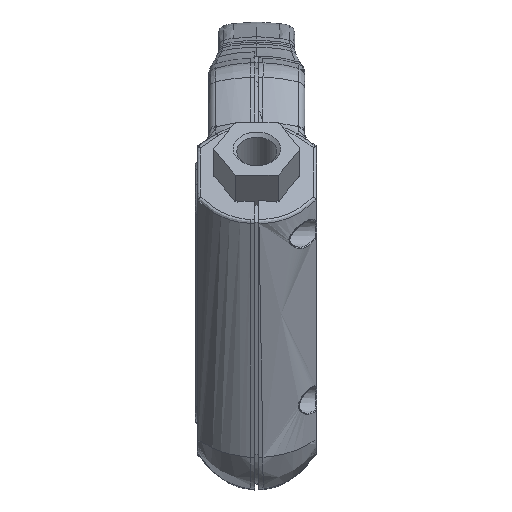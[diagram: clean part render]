
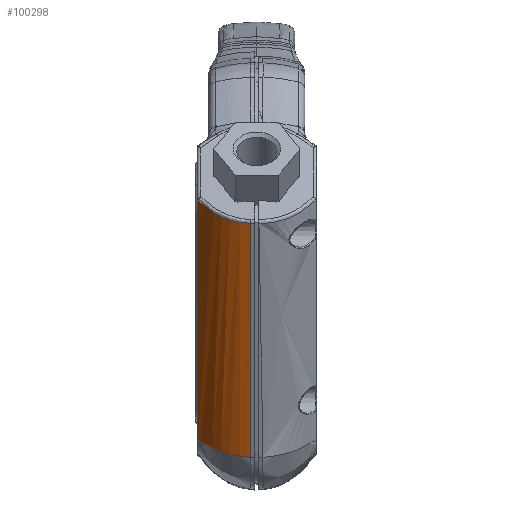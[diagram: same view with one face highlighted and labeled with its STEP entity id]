
A CAD part, top view. The second image highlights one B-rep face of the part: STEP entity #100298.
In plain terms, the highlighted free-form (B-spline) face has degree [3, 1] with [12, 2] control points.
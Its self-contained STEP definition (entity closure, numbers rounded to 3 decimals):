
#352=B_SPLINE_SURFACE_WITH_KNOTS('',3,1,((#184839,#184840),(#184841,#184842),
(#184843,#184844),(#184845,#184846),(#184847,#184848),(#184849,#184850),
(#184851,#184852),(#184853,#184854),(#184855,#184856),(#184857,#184858),
(#184859,#184860),(#184861,#184862)),.SURF_OF_LINEAR_EXTRUSION.,.F.,.F.,
 .F.,(4,1,1,1,1,1,1,1,1,4),(2,2),(0.01,0.26,
0.385,0.51,0.635,0.76,
0.822,0.885,0.947,1.01),
(0.,1.),.UNSPECIFIED.);
#7431=LINE('',#184890,#13688);
#13688=VECTOR('',#120115,1000.);
#20374=B_SPLINE_CURVE_WITH_KNOTS('',3,(#153822,#153823,#153824,#153825),
 .UNSPECIFIED.,.F.,.F.,(4,4),(0.,1.),.UNSPECIFIED.);
#21067=B_SPLINE_CURVE_WITH_KNOTS('',3,(#183158,#183159,#183160,#183161,
#183162,#183163,#183164,#183165,#183166,#183167,#183168,#183169),
 .UNSPECIFIED.,.F.,.F.,(4,1,1,1,1,1,1,1,1,4),(0.,0.063,
0.125,0.188,0.25,0.375,
0.5,0.625,0.75,1.),.UNSPECIFIED.);
#21121=B_SPLINE_CURVE_WITH_KNOTS('',3,(#184835,#184836,#184837,#184838),
 .UNSPECIFIED.,.F.,.F.,(4,4),(0.,1.),.UNSPECIFIED.);
#21122=B_SPLINE_CURVE_WITH_KNOTS('',3,(#184863,#184864,#184865,#184866,
#184867,#184868,#184869,#184870,#184871,#184872,#184873,#184874,#184875,
#184876,#184877,#184878,#184879,#184880,#184881,#184882,#184883,#184884,
#184885,#184886,#184887,#184888,#184889),.UNSPECIFIED.,.F.,.F.,(4,1,1,1,
1,1,1,1,1,1,1,1,1,1,1,1,1,1,1,1,1,1,1,1,4),(0.,0.25,0.375,0.5,0.563,0.625,
0.688,0.719,0.734,0.75,0.766,0.781,0.813,0.844,0.859,0.867,
0.875,0.883,0.891,0.906,0.922,0.938,0.953,0.969,1.),
 .UNSPECIFIED.);
#36556=ORIENTED_EDGE('',*,*,#60339,.F.);
#36557=ORIENTED_EDGE('',*,*,#58355,.T.);
#36558=ORIENTED_EDGE('',*,*,#60340,.T.);
#36559=ORIENTED_EDGE('',*,*,#60275,.T.);
#36560=ORIENTED_EDGE('',*,*,#60338,.F.);
#58355=EDGE_CURVE('',#71716,#71714,#20374,.T.);
#60275=EDGE_CURVE('',#73056,#73064,#21067,.T.);
#60338=EDGE_CURVE('',#71728,#73064,#21121,.T.);
#60339=EDGE_CURVE('',#71716,#71728,#21122,.F.);
#60340=EDGE_CURVE('',#71714,#73056,#7431,.T.);
#71714=VERTEX_POINT('',#153820);
#71716=VERTEX_POINT('',#153826);
#71728=VERTEX_POINT('',#154233);
#73056=VERTEX_POINT('',#182648);
#73064=VERTEX_POINT('',#183170);
#83831=EDGE_LOOP('',(#36556,#36557,#36558,#36559,#36560));
#90234=FACE_BOUND('',#83831,.T.);
#100298=ADVANCED_FACE('',(#90234),#352,.F.);
#120115=DIRECTION('',(0.882,-0.471,0.));
#153820=CARTESIAN_POINT('',(-94.027,213.474,16.793));
#153822=CARTESIAN_POINT('',(-94.105,213.526,16.78));
#153823=CARTESIAN_POINT('',(-94.08,213.507,16.787));
#153824=CARTESIAN_POINT('',(-94.055,213.49,16.792));
#153825=CARTESIAN_POINT('',(-94.027,213.474,16.793));
#153826=CARTESIAN_POINT('',(-94.105,213.526,16.78));
#154233=CARTESIAN_POINT('',(-87.28,220.978,1.228));
#182648=CARTESIAN_POINT('',(-24.287,176.249,16.785));
#183158=CARTESIAN_POINT('',(-24.284,176.25,16.786));
#183159=CARTESIAN_POINT('',(-24.164,176.446,16.471));
#183160=CARTESIAN_POINT('',(-23.92,176.844,15.847));
#183161=CARTESIAN_POINT('',(-23.449,177.639,15.094));
#183162=CARTESIAN_POINT('',(-22.984,178.422,14.33));
#183163=CARTESIAN_POINT('',(-22.348,179.497,13.35));
#183164=CARTESIAN_POINT('',(-21.625,180.704,11.938));
#183165=CARTESIAN_POINT('',(-20.871,181.941,10.041));
#183166=CARTESIAN_POINT('',(-20.234,182.957,8.015));
#183167=CARTESIAN_POINT('',(-19.538,184.026,5.087));
#183168=CARTESIAN_POINT('',(-19.216,184.453,2.786));
#183169=CARTESIAN_POINT('',(-19.088,184.577,1.228));
#183170=CARTESIAN_POINT('',(-19.099,184.583,1.227));
#184835=CARTESIAN_POINT('',(-87.28,220.978,1.228));
#184836=CARTESIAN_POINT('',(-64.553,208.846,1.228));
#184837=CARTESIAN_POINT('',(-41.826,196.715,1.228));
#184838=CARTESIAN_POINT('',(-19.099,184.583,1.228));
#184839=CARTESIAN_POINT('',(-18.665,184.351,1.228));
#184840=CARTESIAN_POINT('',(-89.918,222.386,1.228));
#184841=CARTESIAN_POINT('',(-18.745,184.202,2.787));
#184842=CARTESIAN_POINT('',(-89.998,222.236,2.787));
#184843=CARTESIAN_POINT('',(-18.994,183.735,5.088));
#184844=CARTESIAN_POINT('',(-90.247,221.77,5.088));
#184845=CARTESIAN_POINT('',(-19.593,182.613,8.018));
#184846=CARTESIAN_POINT('',(-90.846,220.648,8.018));
#184847=CARTESIAN_POINT('',(-20.157,181.557,10.044));
#184848=CARTESIAN_POINT('',(-91.41,219.591,10.044));
#184849=CARTESIAN_POINT('',(-20.838,180.28,11.942));
#184850=CARTESIAN_POINT('',(-92.091,218.315,11.942));
#184851=CARTESIAN_POINT('',(-21.501,179.04,13.354));
#184852=CARTESIAN_POINT('',(-92.753,217.074,13.354));
#184853=CARTESIAN_POINT('',(-22.089,177.938,14.334));
#184854=CARTESIAN_POINT('',(-93.341,215.973,14.334));
#184855=CARTESIAN_POINT('',(-22.517,177.135,15.098));
#184856=CARTESIAN_POINT('',(-93.77,215.169,15.098));
#184857=CARTESIAN_POINT('',(-22.952,176.321,15.852));
#184858=CARTESIAN_POINT('',(-94.204,214.356,15.852));
#184859=CARTESIAN_POINT('',(-23.171,175.911,16.477));
#184860=CARTESIAN_POINT('',(-94.424,213.945,16.477));
#184861=CARTESIAN_POINT('',(-23.279,175.708,16.793));
#184862=CARTESIAN_POINT('',(-94.532,213.743,16.793));
#184863=CARTESIAN_POINT('',(-87.281,220.978,1.228));
#184864=CARTESIAN_POINT('',(-87.359,220.824,2.812));
#184865=CARTESIAN_POINT('',(-87.689,220.387,5.168));
#184866=CARTESIAN_POINT('',(-88.587,219.337,8.203));
#184867=CARTESIAN_POINT('',(-89.307,218.534,9.932));
#184868=CARTESIAN_POINT('',(-90.024,217.748,11.316));
#184869=CARTESIAN_POINT('',(-90.586,217.137,12.254));
#184870=CARTESIAN_POINT('',(-91.08,216.606,12.964));
#184871=CARTESIAN_POINT('',(-91.441,216.222,13.425));
#184872=CARTESIAN_POINT('',(-91.644,216.008,13.669));
#184873=CARTESIAN_POINT('',(-91.817,215.826,13.868));
#184874=CARTESIAN_POINT('',(-91.916,215.723,13.979));
#184875=CARTESIAN_POINT('',(-92.095,215.536,14.179));
#184876=CARTESIAN_POINT('',(-92.339,215.284,14.451));
#184877=CARTESIAN_POINT('',(-92.624,214.994,14.775));
#184878=CARTESIAN_POINT('',(-92.848,214.768,15.029));
#184879=CARTESIAN_POINT('',(-92.977,214.637,15.174));
#184880=CARTESIAN_POINT('',(-93.091,214.521,15.304));
#184881=CARTESIAN_POINT('',(-93.151,214.461,15.372));
#184882=CARTESIAN_POINT('',(-93.249,214.363,15.486));
#184883=CARTESIAN_POINT('',(-93.365,214.249,15.624));
#184884=CARTESIAN_POINT('',(-93.5,214.119,15.792));
#184885=CARTESIAN_POINT('',(-93.646,213.986,15.989));
#184886=CARTESIAN_POINT('',(-93.729,213.908,16.113));
#184887=CARTESIAN_POINT('',(-93.884,213.756,16.363));
#184888=CARTESIAN_POINT('',(-94.01,213.626,16.598));
#184889=CARTESIAN_POINT('',(-94.105,213.526,16.78));
#184890=CARTESIAN_POINT('',(-92.096,212.443,16.793));
